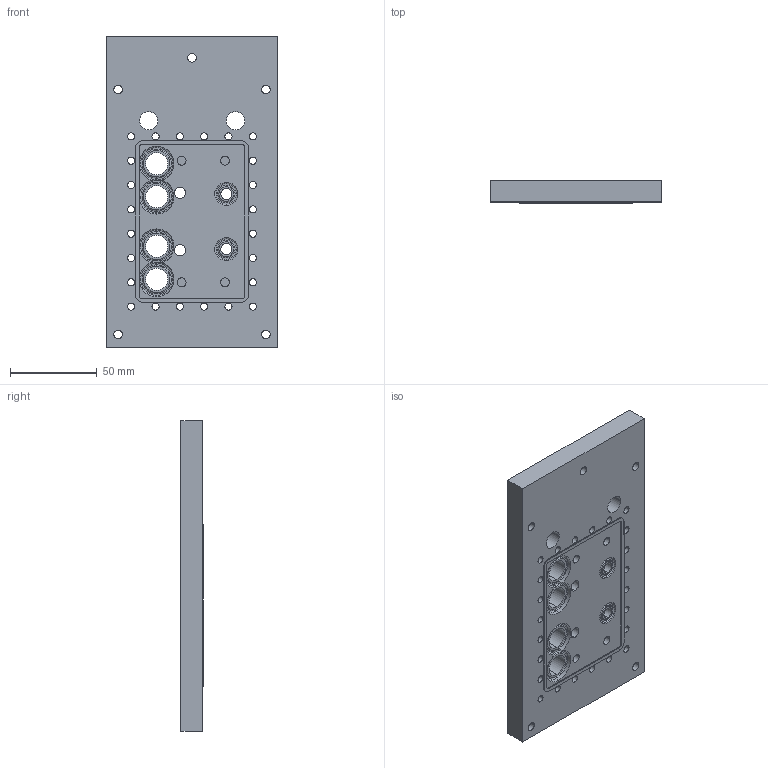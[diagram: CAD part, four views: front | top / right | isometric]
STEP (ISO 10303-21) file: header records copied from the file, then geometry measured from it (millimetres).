
FILE_DESCRIPTION(('OneSpaceDesigner STEP Export'),'2;1');
FILE_NAME('LUMI-Detector-FlangeDP-Feb08.pkg.stp','2008-02-13T10:13:28',(''),(''),'OneSpace Designer STEP processor for AP214 (Solid Model)','OneSpace Designer 14.00A 08-Mar-2006 (C) CoCreate Software GmbH','');
FILE_SCHEMA(('AUTOMOTIVE_DESIGN { 1 0 10303 214 1 1 1 1 }'));
Length unit declared in the file: millimetre
Products named in the file (2): p1; BG_H_CASE_LID
Assembly tree (1 placements, depth 2):
  BG_H_CASE_LID
    p1
Bounding box: 99 x 12.7 x 178.5 mm (x, y, z)
Volume: 197529.3 mm3; surface area: 50247.5 mm2
Topology: 1 solids, 1 shells, 197 faces, 498 edges, 324 vertices
Faces by surface type: cylinder 128, plane 37, torus 32
Entity records: 5565 total; most frequent: CARTESIAN_POINT 1203, ORIENTED_EDGE 996, DIRECTION 770, EDGE_CURVE 498, VERTEX_POINT 324, AXIS2_PLACEMENT_3D 303, EDGE_LOOP 296, FACE_OUTER_BOUND 197
